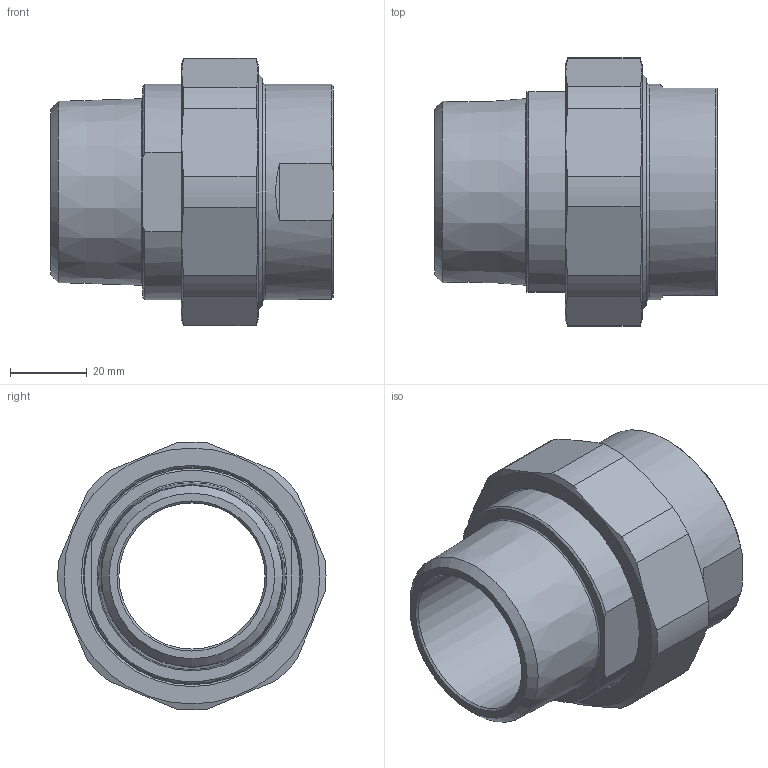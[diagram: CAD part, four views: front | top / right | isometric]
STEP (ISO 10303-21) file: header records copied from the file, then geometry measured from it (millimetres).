
FILE_DESCRIPTION(/* description */ (''),/* implementation_level */ '2;1');
FILE_NAME(/* name */ '3D_R134-UE-G-DN40-DN40_17101580.stp',/* time_stamp */ '2021-06-24T15:26:24+02:00',/* author */ ('cad'),/* organization */ (''),/* preprocessor_version */ 'ST-DEVELOPER v18.1',/* originating_system */ 'Autodesk Inventor 2022',/* authorisation */ '');
FILE_SCHEMA (('AUTOMOTIVE_DESIGN { 1 0 10303 214 3 1 1 }'));
Length unit declared in the file: millimetre
Products named in the file (4): 3D_R134-UE-G-DN40-DN40_17101580; 3D_R134-M-DN40_171011630; 3D_R134-G-DN40_171011330; 3D_R134-UE-DN40-DN40_171011130
Assembly tree (3 placements, depth 2):
  3D_R134-UE-G-DN40-DN40_17101580
    3D_R134-M-DN40_171011630
    3D_R134-G-DN40_171011330
    3D_R134-UE-DN40-DN40_171011130
Bounding box: 73.5 x 69.68 x 69.65 mm (x, y, z)
Volume: 90808.9 mm3; surface area: 37649.9 mm2
Topology: 3 solids, 3 shells, 74 faces, 180 edges, 119 vertices
Faces by surface type: plane 29, cone 20, cylinder 17, torus 8
Full cylindrical faces by diameter (mm): 38 x1, 44.845 x1, 45.2 x1, 56 x2, 56.5 x1, 60 x1, 60.376 x1, 61.85 x1
Entity records: 2350 total; most frequent: CARTESIAN_POINT 428, DIRECTION 417, ORIENTED_EDGE 360, EDGE_CURVE 180, AXIS2_PLACEMENT_3D 180, VERTEX_POINT 119, CIRCLE 97, EDGE_LOOP 87
